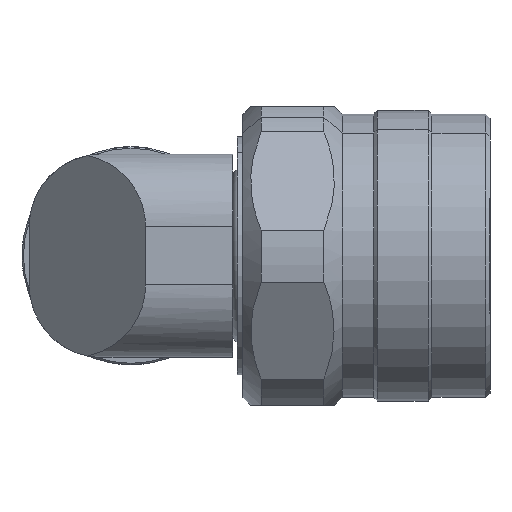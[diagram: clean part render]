
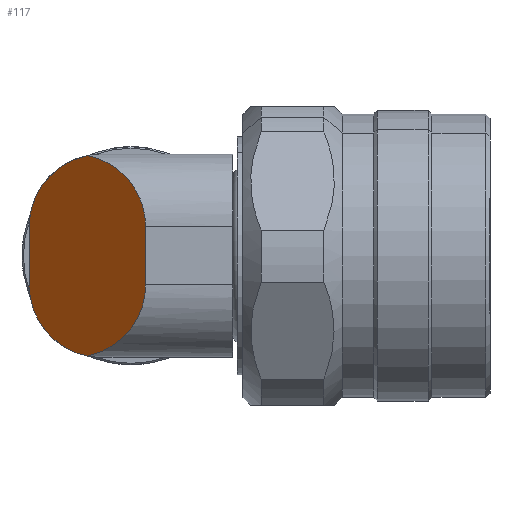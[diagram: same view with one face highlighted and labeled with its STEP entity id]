
A CAD part, left-side view. The second image highlights one B-rep face of the part: STEP entity #117.
In plain terms, the highlighted planar face has unit normal (-0.707, 0.707, 0).
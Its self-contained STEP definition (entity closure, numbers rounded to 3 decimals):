
#117 = ADVANCED_FACE ( 'NONE', ( #380 ), #4915, .F. ) ;
#204 =( BOUNDED_CURVE ( )  B_SPLINE_CURVE ( 3, ( #2015, #5471, #6636, #3190 ),
 .UNSPECIFIED., .F., .T. ) 
 B_SPLINE_CURVE_WITH_KNOTS ( ( 4, 4 ),
 ( 3.142, 4.511 ),
 .UNSPECIFIED. ) 
 CURVE ( )  GEOMETRIC_REPRESENTATION_ITEM ( )  RATIONAL_B_SPLINE_CURVE ( ( 1., 0.85, 0.85, 1. ) ) 
 REPRESENTATION_ITEM ( '' )  );
#380 = FACE_OUTER_BOUND ( 'NONE', #1763, .T. ) ;
#835 = CARTESIAN_POINT ( 'NONE',  ( 1., 7., -7. ) ) ;
#929 = ORIENTED_EDGE ( 'NONE', *, *, #3548, .T. ) ;
#1151 = VERTEX_POINT ( 'NONE', #5589 ) ;
#1262 = VECTOR ( 'NONE', #3146, 1000. ) ;
#1457 = AXIS2_PLACEMENT_3D ( 'NONE', #835, #7165, #3127 ) ;
#1713 = CARTESIAN_POINT ( 'NONE',  ( -0.569, 5.431, 6.403 ) ) ;
#1763 = EDGE_LOOP ( 'NONE', ( #4485, #4776, #3787, #929, #4107, #4834 ) ) ;
#1770 = VERTEX_POINT ( 'NONE', #5666 ) ;
#2015 = CARTESIAN_POINT ( 'NONE',  ( 1., 7., -2. ) ) ;
#2073 = VECTOR ( 'NONE', #6733, 1000. ) ;
#2388 = CARTESIAN_POINT ( 'NONE',  ( -7., -1., -4.481 ) ) ;
#2911 = CARTESIAN_POINT ( 'NONE',  ( -3., 3., 6.899 ) ) ;
#2964 = CARTESIAN_POINT ( 'NONE',  ( -3., 3., -6.899 ) ) ;
#3075 = CARTESIAN_POINT ( 'NONE',  ( -3., 3., -6.899 ) ) ;
#3127 = DIRECTION ( 'NONE',  ( 0., 0., 1. ) ) ;
#3146 = DIRECTION ( 'NONE',  ( 0., 0., -1. ) ) ;
#3190 = CARTESIAN_POINT ( 'NONE',  ( -3., 3., -6.899 ) ) ;
#3548 = EDGE_CURVE ( 'NONE', #7384, #4578, #4522, .T. ) ;
#3552 = CARTESIAN_POINT ( 'NONE',  ( -7., -1., -2. ) ) ;
#3620 = LINE ( 'NONE', #4429, #2073 ) ;
#3726 = CARTESIAN_POINT ( 'NONE',  ( -7., -1., -7. ) ) ;
#3787 = ORIENTED_EDGE ( 'NONE', *, *, #6631, .F. ) ;
#3972 =( BOUNDED_CURVE ( )  B_SPLINE_CURVE ( 3, ( #7452, #1713, #7494, #4043 ),
 .UNSPECIFIED., .F., .F. ) 
 B_SPLINE_CURVE_WITH_KNOTS ( ( 4, 4 ),
 ( 4.914, 6.283 ),
 .UNSPECIFIED. ) 
 CURVE ( )  GEOMETRIC_REPRESENTATION_ITEM ( )  RATIONAL_B_SPLINE_CURVE ( ( 1., 0.85, 0.85, 1. ) ) 
 REPRESENTATION_ITEM ( '' )  );
#4043 = CARTESIAN_POINT ( 'NONE',  ( 1., 7., 2. ) ) ;
#4107 = ORIENTED_EDGE ( 'NONE', *, *, #5851, .T. ) ;
#4429 = CARTESIAN_POINT ( 'NONE',  ( 1., 7., -7. ) ) ;
#4485 = ORIENTED_EDGE ( 'NONE', *, *, #4974, .T. ) ;
#4522 =( BOUNDED_CURVE ( )  B_SPLINE_CURVE ( 3, ( #6361, #4622, #5206, #2911 ),
 .UNSPECIFIED., .F., .F. ) 
 B_SPLINE_CURVE_WITH_KNOTS ( ( 4, 4 ),
 ( 3.142, 4.511 ),
 .UNSPECIFIED. ) 
 CURVE ( )  GEOMETRIC_REPRESENTATION_ITEM ( )  RATIONAL_B_SPLINE_CURVE ( ( 1., 0.85, 0.85, 1. ) ) 
 REPRESENTATION_ITEM ( '' )  );
#4578 = VERTEX_POINT ( 'NONE', #7158 ) ;
#4622 = CARTESIAN_POINT ( 'NONE',  ( -7., -1., 4.481 ) ) ;
#4776 = ORIENTED_EDGE ( 'NONE', *, *, #4825, .T. ) ;
#4825 = EDGE_CURVE ( 'NONE', #6582, #6310, #7328, .T. ) ;
#4834 = ORIENTED_EDGE ( 'NONE', *, *, #6079, .F. ) ;
#4915 = PLANE ( 'NONE',  #1457 ) ;
#4974 = EDGE_CURVE ( 'NONE', #1770, #6582, #204, .T. ) ;
#5206 = CARTESIAN_POINT ( 'NONE',  ( -5.431, 0.569, 6.403 ) ) ;
#5307 = CARTESIAN_POINT ( 'NONE',  ( -7., -1., 2. ) ) ;
#5471 = CARTESIAN_POINT ( 'NONE',  ( 1., 7., -4.481 ) ) ;
#5589 = CARTESIAN_POINT ( 'NONE',  ( 1., 7., 2. ) ) ;
#5666 = CARTESIAN_POINT ( 'NONE',  ( 1., 7., -2. ) ) ;
#5851 = EDGE_CURVE ( 'NONE', #4578, #1151, #3972, .T. ) ;
#5871 = LINE ( 'NONE', #3726, #1262 ) ;
#6079 = EDGE_CURVE ( 'NONE', #1770, #1151, #3620, .T. ) ;
#6310 = VERTEX_POINT ( 'NONE', #6919 ) ;
#6361 = CARTESIAN_POINT ( 'NONE',  ( -7., -1., 2. ) ) ;
#6419 = CARTESIAN_POINT ( 'NONE',  ( -5.431, 0.569, -6.403 ) ) ;
#6582 = VERTEX_POINT ( 'NONE', #3075 ) ;
#6631 = EDGE_CURVE ( 'NONE', #7384, #6310, #5871, .T. ) ;
#6636 = CARTESIAN_POINT ( 'NONE',  ( -0.569, 5.431, -6.403 ) ) ;
#6733 = DIRECTION ( 'NONE',  ( 0., 0., 1. ) ) ;
#6919 = CARTESIAN_POINT ( 'NONE',  ( -7., -1., -2. ) ) ;
#7158 = CARTESIAN_POINT ( 'NONE',  ( -3., 3., 6.899 ) ) ;
#7165 = DIRECTION ( 'NONE',  ( 0.707, -0.707, 0. ) ) ;
#7328 =( BOUNDED_CURVE ( )  B_SPLINE_CURVE ( 3, ( #2964, #6419, #2388, #3552 ),
 .UNSPECIFIED., .F., .F. ) 
 B_SPLINE_CURVE_WITH_KNOTS ( ( 4, 4 ),
 ( 4.914, 6.283 ),
 .UNSPECIFIED. ) 
 CURVE ( )  GEOMETRIC_REPRESENTATION_ITEM ( )  RATIONAL_B_SPLINE_CURVE ( ( 1., 0.85, 0.85, 1. ) ) 
 REPRESENTATION_ITEM ( '' )  );
#7384 = VERTEX_POINT ( 'NONE', #5307 ) ;
#7452 = CARTESIAN_POINT ( 'NONE',  ( -3., 3., 6.899 ) ) ;
#7494 = CARTESIAN_POINT ( 'NONE',  ( 1., 7., 4.481 ) ) ;
